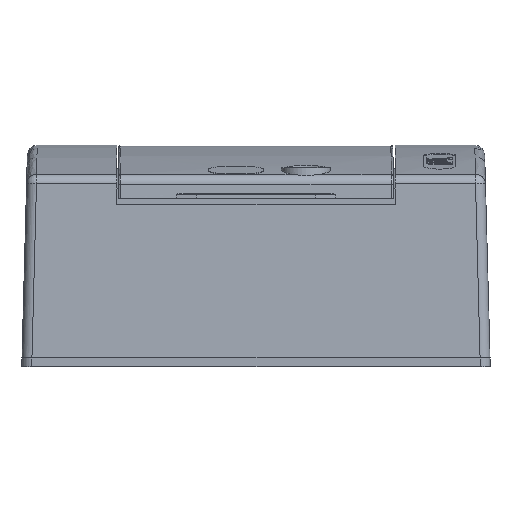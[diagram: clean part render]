
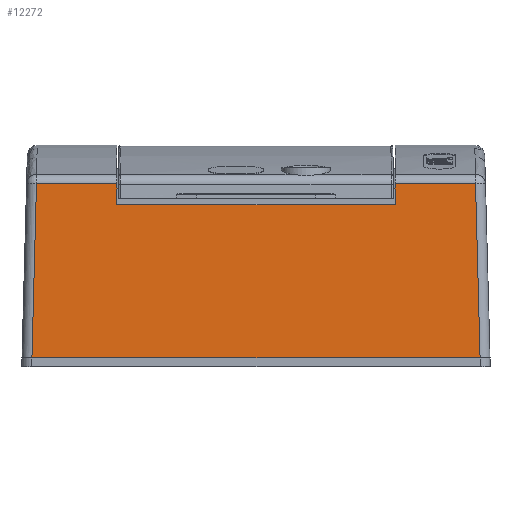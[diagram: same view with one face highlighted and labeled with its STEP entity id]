
A CAD part, left-side view. The second image highlights one B-rep face of the part: STEP entity #12272.
In plain terms, the highlighted face is planar.
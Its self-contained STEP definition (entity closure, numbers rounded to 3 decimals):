
#7461=DIRECTION('',(0.,-1.,0.));
#7462=VECTOR('',#7461,225.603);
#7463=CARTESIAN_POINT('',(143.4,230.602,
0.));
#7464=LINE('',#7463,#7462);
#7545=DIRECTION('',(-0.026,0.,-1.));
#7546=VECTOR('',#7545,10.442);
#7547=CARTESIAN_POINT('',(141.378,187.8,-77.199));
#7548=LINE('',#7547,#7546);
#7937=DIRECTION('',(0.026,0.,1.));
#7938=VECTOR('',#7937,10.442);
#7939=CARTESIAN_POINT('',(141.105,47.8,-87.637));
#7940=LINE('',#7939,#7938);
#9525=DIRECTION('',(0.,1.,0.));
#9526=VECTOR('',#9525,40.507);
#9527=CARTESIAN_POINT('',(141.105,7.293,-87.637));
#9528=LINE('',#9527,#9526);
#9532=DIRECTION('',(0.026,-0.026,0.999));
#9533=VECTOR('',#9532,87.697);
#9534=CARTESIAN_POINT('',(141.105,7.293,-87.637));
#9535=LINE('',#9534,#9533);
#9539=DIRECTION('',(-0.026,-0.026,-0.999));
#9540=VECTOR('',#9539,87.697);
#9541=CARTESIAN_POINT('',(143.4,230.602,
0.));
#9542=LINE('',#9541,#9540);
#9560=DIRECTION('',(0.,1.,0.));
#9561=VECTOR('',#9560,140.);
#9562=CARTESIAN_POINT('',(141.378,47.8,-77.199));
#9563=LINE('',#9562,#9561);
#9688=CARTESIAN_POINT('',(143.4,230.602,
0.));
#9786=DIRECTION('',(0.,1.,0.));
#9787=VECTOR('',#9786,40.507);
#9788=CARTESIAN_POINT('',(141.105,187.8,-87.637));
#9789=LINE('',#9788,#9787);
#10079=VERTEX_POINT('',#9688);
#10080=CARTESIAN_POINT('',(143.4,4.998,
0.));
#10081=VERTEX_POINT('',#10080);
#10329=CARTESIAN_POINT('',(141.378,187.8,-77.199));
#10330=VERTEX_POINT('',#10329);
#10331=CARTESIAN_POINT('',(141.105,187.8,-87.637));
#10332=VERTEX_POINT('',#10331);
#10367=CARTESIAN_POINT('',(141.378,47.8,-77.199));
#10368=VERTEX_POINT('',#10367);
#10375=CARTESIAN_POINT('',(141.105,47.8,-87.637));
#10376=VERTEX_POINT('',#10375);
#10473=CARTESIAN_POINT('',(141.105,228.307,
-87.637));
#10474=VERTEX_POINT('',#10473);
#10475=CARTESIAN_POINT('',(141.105,7.293,
-87.637));
#10476=VERTEX_POINT('',#10475);
#12253=CARTESIAN_POINT('',(143.4,117.8,0.));
#12254=DIRECTION('',(-1.,0.,0.026));
#12255=DIRECTION('',(0.,1.,0.));
#12256=AXIS2_PLACEMENT_3D('',#12253,#12254,#12255);
#12257=PLANE('',#12256);
#12259=ORIENTED_EDGE('',*,*,#12258,.F.);
#12260=ORIENTED_EDGE('',*,*,#10885,.F.);
#12261=ORIENTED_EDGE('',*,*,#12244,.F.);
#12263=ORIENTED_EDGE('',*,*,#12262,.T.);
#12264=ORIENTED_EDGE('',*,*,#10623,.F.);
#12266=ORIENTED_EDGE('',*,*,#12265,.T.);
#12268=ORIENTED_EDGE('',*,*,#12267,.F.);
#12269=ORIENTED_EDGE('',*,*,#10700,.F.);
#12270=EDGE_LOOP('',(#12259,#12260,#12261,#12263,#12264,#12266,#12268,#12269));
#12271=FACE_OUTER_BOUND('',#12270,.F.);
#10623=EDGE_CURVE('',#10079,#10081,#7464,.T.);
#10700=EDGE_CURVE('',#10330,#10332,#7548,.T.);
#10885=EDGE_CURVE('',#10376,#10368,#7940,.T.);
#12244=EDGE_CURVE('',#10476,#10376,#9528,.T.);
#12258=EDGE_CURVE('',#10368,#10330,#9563,.T.);
#12262=EDGE_CURVE('',#10476,#10081,#9535,.T.);
#12265=EDGE_CURVE('',#10079,#10474,#9542,.T.);
#12267=EDGE_CURVE('',#10332,#10474,#9789,.T.);
#12272=ADVANCED_FACE('',(#12271),#12257,.F.);
